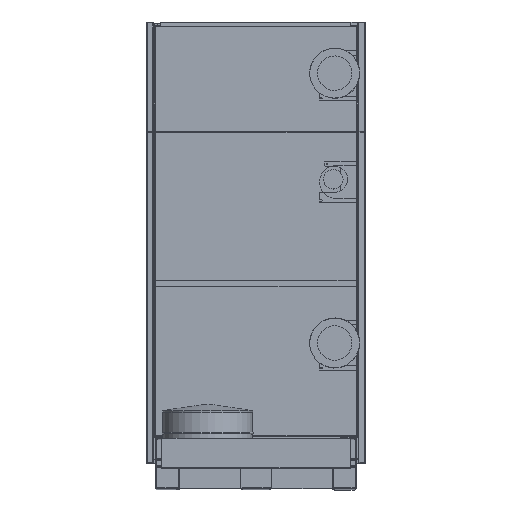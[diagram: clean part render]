
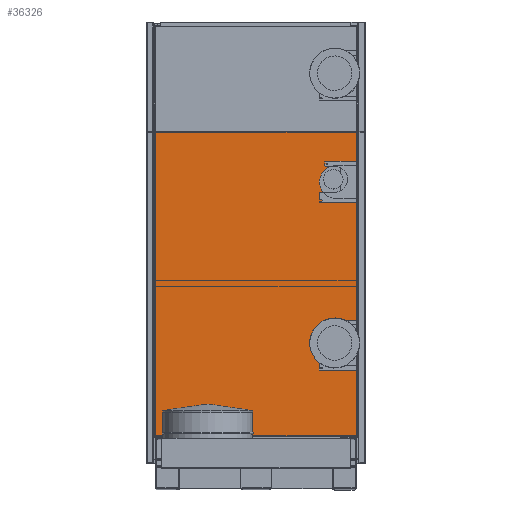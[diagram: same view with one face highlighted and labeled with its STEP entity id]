
A CAD part, top view. The second image highlights one B-rep face of the part: STEP entity #36326.
In plain terms, the highlighted planar face has unit normal (0, 0, 1).
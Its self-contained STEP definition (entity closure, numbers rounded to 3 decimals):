
#834=CIRCLE('',#38503,3.687);
#836=CIRCLE('',#38506,2.953);
#2854=FACE_OUTER_BOUND('',#4195,.T.);
#4195=EDGE_LOOP('',(#28069,#28070,#28071,#28072,#28073,#28074,#28075,#28076,
#28077,#28078,#28079,#28080));
#6401=LINE('',#56621,#10860);
#6402=LINE('',#56628,#10861);
#6407=LINE('',#56642,#10866);
#6445=LINE('',#56762,#10904);
#6460=LINE('',#56810,#10919);
#6461=LINE('',#56812,#10920);
#6462=LINE('',#56813,#10921);
#6463=LINE('',#56814,#10922);
#6464=LINE('',#56815,#10923);
#6465=LINE('',#56816,#10924);
#10860=VECTOR('',#43805,0.039);
#10861=VECTOR('',#43812,0.039);
#10866=VECTOR('',#43825,0.039);
#10904=VECTOR('',#43927,0.039);
#10919=VECTOR('',#43972,0.039);
#10920=VECTOR('',#43973,0.039);
#10921=VECTOR('',#43974,0.039);
#10922=VECTOR('',#43975,0.039);
#10923=VECTOR('',#43976,0.039);
#10924=VECTOR('',#43977,0.039);
#15524=VERTEX_POINT('',#56618);
#15525=VERTEX_POINT('',#56620);
#15527=VERTEX_POINT('',#56625);
#15528=VERTEX_POINT('',#56627);
#15532=VERTEX_POINT('',#56637);
#15537=VERTEX_POINT('',#56651);
#15538=VERTEX_POINT('',#56653);
#15541=VERTEX_POINT('',#56660);
#15542=VERTEX_POINT('',#56662);
#15582=VERTEX_POINT('',#56759);
#15583=VERTEX_POINT('',#56761);
#15602=VERTEX_POINT('',#56811);
#20931=EDGE_CURVE('',#15525,#15524,#6401,.T.);
#20934=EDGE_CURVE('',#15528,#15527,#6402,.T.);
#20942=EDGE_CURVE('',#15532,#15528,#6407,.T.);
#20947=EDGE_CURVE('',#15537,#15538,#834,.T.);
#20951=EDGE_CURVE('',#15541,#15542,#836,.T.);
#21000=EDGE_CURVE('',#15583,#15582,#6445,.T.);
#21025=EDGE_CURVE('',#15532,#15541,#6460,.T.);
#21026=EDGE_CURVE('',#15527,#15602,#6461,.T.);
#21027=EDGE_CURVE('',#15602,#15583,#6462,.T.);
#21028=EDGE_CURVE('',#15538,#15582,#6463,.T.);
#21029=EDGE_CURVE('',#15525,#15537,#6464,.T.);
#21030=EDGE_CURVE('',#15542,#15524,#6465,.T.);
#28069=ORIENTED_EDGE('',*,*,#21025,.F.);
#28070=ORIENTED_EDGE('',*,*,#20942,.T.);
#28071=ORIENTED_EDGE('',*,*,#20934,.T.);
#28072=ORIENTED_EDGE('',*,*,#21026,.T.);
#28073=ORIENTED_EDGE('',*,*,#21027,.T.);
#28074=ORIENTED_EDGE('',*,*,#21000,.T.);
#28075=ORIENTED_EDGE('',*,*,#21028,.F.);
#28076=ORIENTED_EDGE('',*,*,#20947,.F.);
#28077=ORIENTED_EDGE('',*,*,#21029,.F.);
#28078=ORIENTED_EDGE('',*,*,#20931,.T.);
#28079=ORIENTED_EDGE('',*,*,#21030,.F.);
#28080=ORIENTED_EDGE('',*,*,#20951,.F.);
#33952=PLANE('',#38546);
#36326=ADVANCED_FACE('',(#2854),#33952,.T.);
#38503=AXIS2_PLACEMENT_3D('',#56654,#43835,#43836);
#38506=AXIS2_PLACEMENT_3D('',#56663,#43843,#43844);
#38546=AXIS2_PLACEMENT_3D('',#56809,#43970,#43971);
#43805=DIRECTION('',(0.,1.,0.));
#43812=DIRECTION('',(-1.,0.,0.));
#43825=DIRECTION('',(0.,1.,0.));
#43835=DIRECTION('center_axis',(0.,0.,1.));
#43836=DIRECTION('ref_axis',(1.,0.,0.));
#43843=DIRECTION('center_axis',(0.,0.,1.));
#43844=DIRECTION('ref_axis',(1.,0.,0.));
#43927=DIRECTION('',(0.,1.,0.));
#43970=DIRECTION('center_axis',(0.,0.,1.));
#43971=DIRECTION('ref_axis',(1.,0.,0.));
#43972=DIRECTION('',(-1.,0.,0.));
#43973=DIRECTION('',(0.,-1.,0.));
#43974=DIRECTION('',(1.,0.,0.));
#43975=DIRECTION('',(1.,0.,0.));
#43976=DIRECTION('',(-1.,0.,0.));
#43977=DIRECTION('',(1.,0.,0.));
#56618=CARTESIAN_POINT('',(21.356,42.835,56.83));
#56620=CARTESIAN_POINT('',(21.356,20.13,56.83));
#56621=CARTESIAN_POINT('',(21.356,0.158,56.83));
#56625=CARTESIAN_POINT('',(-14.707,54.784,56.83));
#56627=CARTESIAN_POINT('',(21.356,54.784,56.83));
#56628=CARTESIAN_POINT('',(21.356,54.784,56.83));
#56637=CARTESIAN_POINT('',(21.356,48.74,56.83));
#56642=CARTESIAN_POINT('',(21.356,0.158,56.83));
#56651=CARTESIAN_POINT('',(17.931,20.13,56.83));
#56653=CARTESIAN_POINT('',(17.931,12.756,56.83));
#56654=CARTESIAN_POINT('Origin',(17.931,16.443,56.83));
#56660=CARTESIAN_POINT('',(17.695,48.74,56.83));
#56662=CARTESIAN_POINT('',(17.695,42.835,56.83));
#56663=CARTESIAN_POINT('Origin',(17.695,45.787,56.83));
#56759=CARTESIAN_POINT('',(21.356,12.756,56.83));
#56761=CARTESIAN_POINT('',(21.356,0.197,56.83));
#56762=CARTESIAN_POINT('',(21.356,0.158,56.83));
#56809=CARTESIAN_POINT('Origin',(21.396,0.158,56.83));
#56810=CARTESIAN_POINT('',(21.396,48.74,56.83));
#56811=CARTESIAN_POINT('',(-14.707,0.197,56.83));
#56812=CARTESIAN_POINT('',(-14.707,54.823,56.83));
#56813=CARTESIAN_POINT('',(-14.707,0.197,56.83));
#56814=CARTESIAN_POINT('',(21.396,12.756,56.83));
#56815=CARTESIAN_POINT('',(21.396,20.13,56.83));
#56816=CARTESIAN_POINT('',(21.396,42.835,56.83));
